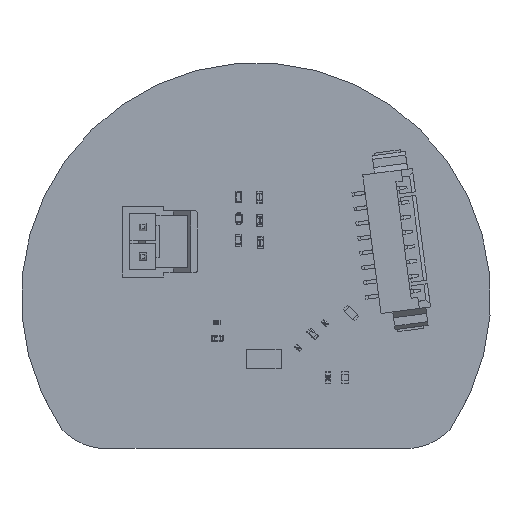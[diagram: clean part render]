
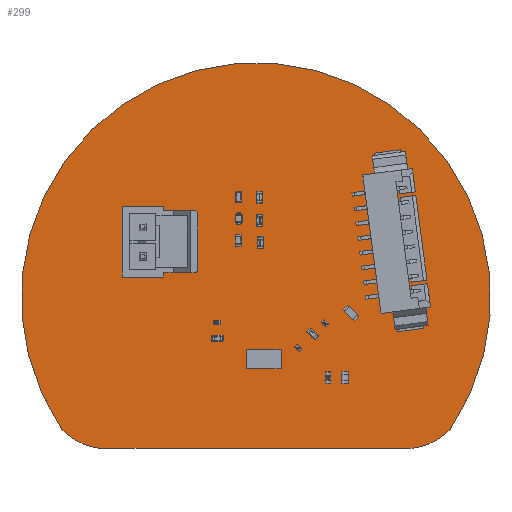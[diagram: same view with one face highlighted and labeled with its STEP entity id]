
A CAD part, top view. The second image highlights one B-rep face of the part: STEP entity #299.
In plain terms, the highlighted planar face has unit normal (0, 0, 1).
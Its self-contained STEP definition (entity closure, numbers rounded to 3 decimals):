
#132 = VERTEX_POINT('',#133);
#133 = CARTESIAN_POINT('',(-16.336,-11.1,1.669));
#139 = EDGE_CURVE('',#132,#140,#142,.T.);
#140 = VERTEX_POINT('',#141);
#141 = CARTESIAN_POINT('',(-13.129,-12.695,1.669));
#142 = CIRCLE('',#143,5.172);
#143 = AXIS2_PLACEMENT_3D('',#144,#145,#146);
#144 = CARTESIAN_POINT('',(-12.572,-7.554,1.669));
#145 = DIRECTION('',(0.,0.,1.));
#146 = DIRECTION('',(-0.728,-0.686,0.));
#172 = EDGE_CURVE('',#140,#173,#175,.T.);
#173 = VERTEX_POINT('',#174);
#174 = CARTESIAN_POINT('',(10.104,-12.695,1.669));
#175 = LINE('',#176,#177);
#176 = CARTESIAN_POINT('',(-13.129,-12.695,1.669));
#177 = VECTOR('',#178,1.);
#178 = DIRECTION('',(1.,0.,0.));
#203 = EDGE_CURVE('',#173,#204,#206,.T.);
#204 = VERTEX_POINT('',#205);
#205 = CARTESIAN_POINT('',(13.129,-12.695,1.669));
#206 = LINE('',#207,#208);
#207 = CARTESIAN_POINT('',(10.104,-12.695,1.669));
#208 = VECTOR('',#209,1.);
#209 = DIRECTION('',(1.,0.,0.));
#234 = EDGE_CURVE('',#204,#235,#237,.T.);
#235 = VERTEX_POINT('',#236);
#236 = CARTESIAN_POINT('',(16.336,-11.1,1.669));
#237 = CIRCLE('',#238,5.172);
#238 = AXIS2_PLACEMENT_3D('',#239,#240,#241);
#239 = CARTESIAN_POINT('',(12.572,-7.554,1.669));
#240 = DIRECTION('',(0.,0.,1.));
#241 = DIRECTION('',(0.108,-0.994,0.));
#267 = EDGE_CURVE('',#235,#132,#268,.T.);
#268 = CIRCLE('',#269,19.75);
#269 = AXIS2_PLACEMENT_3D('',#270,#271,#272);
#270 = CARTESIAN_POINT('',(0.,0.,1.669));
#271 = DIRECTION('',(0.,0.,1.));
#272 = DIRECTION('',(0.827,-0.562,0.));
#299 = ADVANCED_FACE('',(#300),#307,.T.);
#300 = FACE_BOUND('',#301,.T.);
#301 = EDGE_LOOP('',(#302,#303,#304,#305,#306));
#302 = ORIENTED_EDGE('',*,*,#139,.T.);
#303 = ORIENTED_EDGE('',*,*,#172,.T.);
#304 = ORIENTED_EDGE('',*,*,#203,.T.);
#305 = ORIENTED_EDGE('',*,*,#234,.T.);
#306 = ORIENTED_EDGE('',*,*,#267,.T.);
#307 = PLANE('',#308);
#308 = AXIS2_PLACEMENT_3D('',#309,#310,#311);
#309 = CARTESIAN_POINT('',(0.,0.559,1.669)
  );
#310 = DIRECTION('',(0.,0.,1.));
#311 = DIRECTION('',(1.,0.,-0.));
